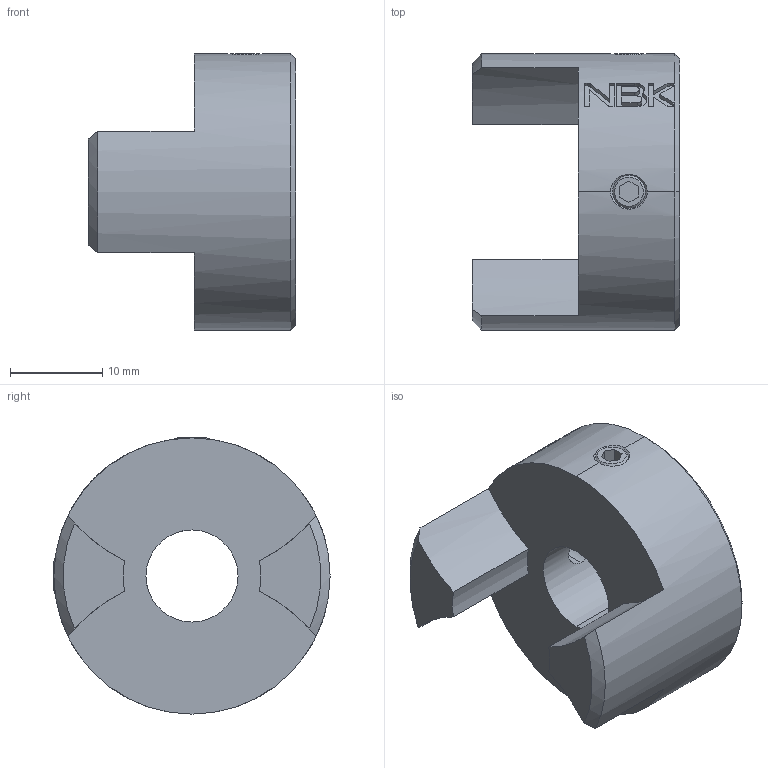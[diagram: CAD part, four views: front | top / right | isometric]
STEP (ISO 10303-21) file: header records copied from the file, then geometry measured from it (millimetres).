
FILE_DESCRIPTION (( 'STEP AP214' ), '1' );
FILE_NAME ('MJT-30-BL-10-10 Hub 2.STEP', '2024-10-09T10:46:04', ( '' ), ( '' ), 'SwSTEP 2.0', 'SolidWorks 2024', '' );
FILE_SCHEMA (( 'AUTOMOTIVE_DESIGN' ));
Length unit declared in the file: millimetre
Products named in the file (1): MJT-30-BL-10-10 Hub 2
Bounding box: 22.5 x 30 x 30 mm (x, y, z)
Volume: 8176.5 mm3; surface area: 3471.3 mm2
Topology: 1 solids, 1 shells, 97 faces, 246 edges, 160 vertices
Faces by surface type: plane 57, cylinder 24, cone 16
Entity records: 3171 total; most frequent: CARTESIAN_POINT 796, ORIENTED_EDGE 492, DIRECTION 478, EDGE_CURVE 246, AXIS2_PLACEMENT_3D 162, VERTEX_POINT 160, VECTOR 154, LINE 154
